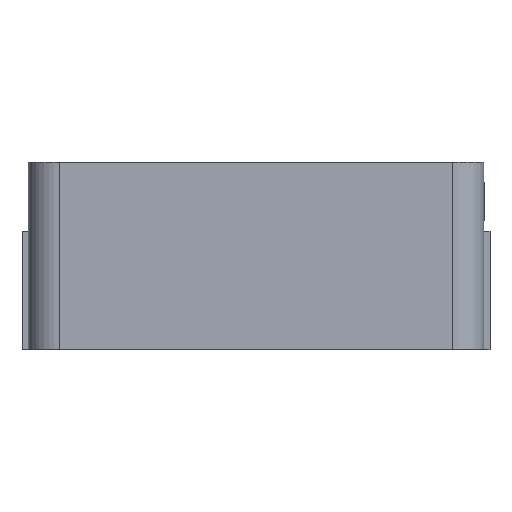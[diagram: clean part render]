
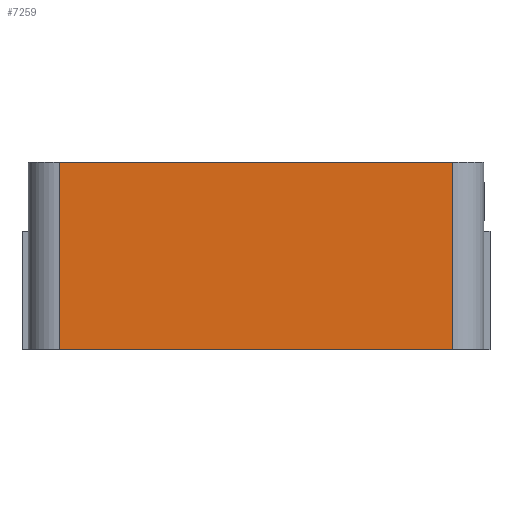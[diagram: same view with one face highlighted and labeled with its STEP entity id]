
A CAD part, front view. The second image highlights one B-rep face of the part: STEP entity #7259.
In plain terms, the highlighted planar face has unit normal (0, -1, 0).
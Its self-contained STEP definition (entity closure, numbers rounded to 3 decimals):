
#525=FACE_OUTER_BOUND('',#929,.T.);
#929=EDGE_LOOP('',(#4948,#4949,#4950,#4951));
#1452=LINE('',#10034,#2201);
#1475=LINE('',#10574,#2224);
#1523=LINE('',#10840,#2272);
#1524=LINE('',#10841,#2273);
#2201=VECTOR('',#8260,1.);
#2224=VECTOR('',#8291,1.);
#2272=VECTOR('',#8353,1.);
#2273=VECTOR('',#8354,1.);
#3009=VERTEX_POINT('',#10031);
#3010=VERTEX_POINT('',#10033);
#3062=VERTEX_POINT('',#10572);
#3063=VERTEX_POINT('',#10573);
#3723=EDGE_CURVE('',#3009,#3010,#1452,.T.);
#3777=EDGE_CURVE('',#3062,#3063,#1475,.T.);
#3839=EDGE_CURVE('',#3009,#3062,#1523,.T.);
#3840=EDGE_CURVE('',#3063,#3010,#1524,.T.);
#4948=ORIENTED_EDGE('',*,*,#3723,.F.);
#4949=ORIENTED_EDGE('',*,*,#3839,.T.);
#4950=ORIENTED_EDGE('',*,*,#3777,.T.);
#4951=ORIENTED_EDGE('',*,*,#3840,.T.);
#6636=PLANE('',#7702);
#7259=ADVANCED_FACE('',(#525),#6636,.F.);
#7702=AXIS2_PLACEMENT_3D('',#10839,#8351,#8352);
#8260=DIRECTION('',(1.,0.,0.));
#8291=DIRECTION('',(1.,0.,0.));
#8351=DIRECTION('center_axis',(0.,1.,0.));
#8352=DIRECTION('ref_axis',(0.,0.,1.));
#8353=DIRECTION('',(0.,0.,-1.));
#8354=DIRECTION('',(0.,0.,1.));
#10031=CARTESIAN_POINT('',(-3.15,-3.3,3.01));
#10033=CARTESIAN_POINT('',(3.15,-3.3,3.01));
#10034=CARTESIAN_POINT('',(-3.65,-3.3,3.01));
#10572=CARTESIAN_POINT('',(-3.15,-3.3,0.01));
#10573=CARTESIAN_POINT('',(3.15,-3.3,0.01));
#10574=CARTESIAN_POINT('',(-3.65,-3.3,0.01));
#10839=CARTESIAN_POINT('Origin',(-3.65,-3.3,3.01));
#10840=CARTESIAN_POINT('',(-3.15,-3.3,3.01));
#10841=CARTESIAN_POINT('',(3.15,-3.3,3.01));
